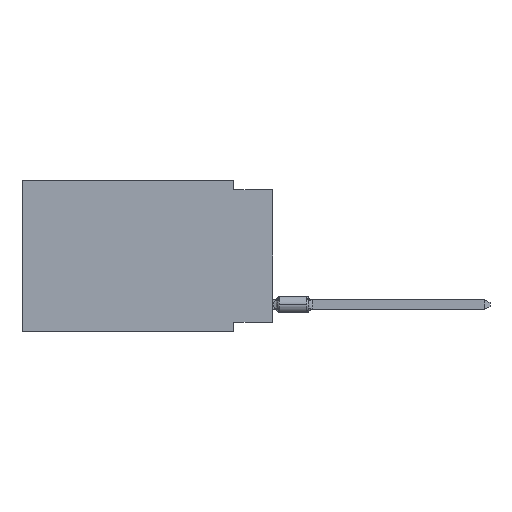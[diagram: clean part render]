
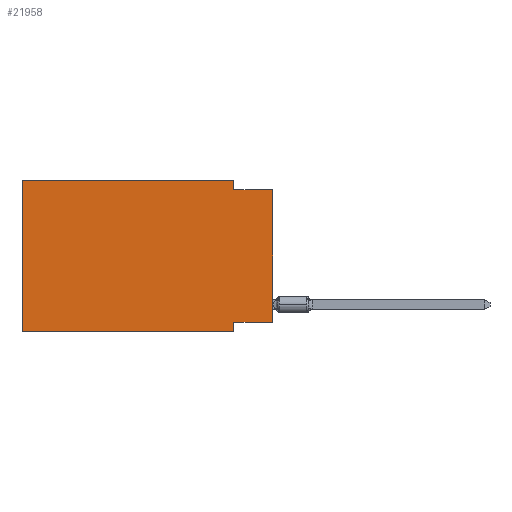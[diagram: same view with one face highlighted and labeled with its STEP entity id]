
A CAD part, left-side view. The second image highlights one B-rep face of the part: STEP entity #21958.
In plain terms, the highlighted planar face has unit normal (-1, 0, 0).
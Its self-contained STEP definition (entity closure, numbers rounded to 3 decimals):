
#139 = DIRECTION ( 'NONE',  ( 0., 0., 1. ) ) ;
#184 = EDGE_CURVE ( 'NONE', #2496, #8892, #16655, .T. ) ;
#844 = EDGE_CURVE ( 'NONE', #4846, #18992, #20569, .T. ) ;
#1314 = CARTESIAN_POINT ( 'NONE',  ( 0., 2.54, -9.906 ) ) ;
#1767 = CARTESIAN_POINT ( 'NONE',  ( 0., 16.383, 0. ) ) ;
#1846 = VECTOR ( 'NONE', #21011, 1000. ) ;
#2026 = ORIENTED_EDGE ( 'NONE', *, *, #6011, .T. ) ;
#2496 = VERTEX_POINT ( 'NONE', #9063 ) ;
#2919 = DIRECTION ( 'NONE',  ( 0., -1., 0. ) ) ;
#3143 = CARTESIAN_POINT ( 'NONE',  ( 0., 0., -9.271 ) ) ;
#3211 = CARTESIAN_POINT ( 'NONE',  ( 0., 2.54, -9.271 ) ) ;
#3938 = CARTESIAN_POINT ( 'NONE',  ( 0., 16.383, 0. ) ) ;
#4535 = VERTEX_POINT ( 'NONE', #3211 ) ;
#4610 = VECTOR ( 'NONE', #139, 1000. ) ;
#4846 = VERTEX_POINT ( 'NONE', #21751 ) ;
#5412 = VERTEX_POINT ( 'NONE', #3143 ) ;
#5843 = CARTESIAN_POINT ( 'NONE',  ( 0., 2.54, 0. ) ) ;
#5868 = CARTESIAN_POINT ( 'NONE',  ( 0., 2.54, -9.906 ) ) ;
#5933 = CARTESIAN_POINT ( 'NONE',  ( 0., 0., -0.635 ) ) ;
#6011 = EDGE_CURVE ( 'NONE', #4846, #9384, #12423, .T. ) ;
#6498 = ORIENTED_EDGE ( 'NONE', *, *, #16609, .T. ) ;
#6528 = DIRECTION ( 'NONE',  ( 0., 0., -1. ) ) ;
#6769 = ORIENTED_EDGE ( 'NONE', *, *, #14951, .F. ) ;
#7363 = VERTEX_POINT ( 'NONE', #5843 ) ;
#7596 = CARTESIAN_POINT ( 'NONE',  ( 0., 16.383, 0. ) ) ;
#8036 = CARTESIAN_POINT ( 'NONE',  ( 0., 16.383, -9.906 ) ) ;
#8220 = LINE ( 'NONE', #21183, #14471 ) ;
#8277 = CARTESIAN_POINT ( 'NONE',  ( 0., 0., 0. ) ) ;
#8325 = ORIENTED_EDGE ( 'NONE', *, *, #844, .F. ) ;
#8769 = VECTOR ( 'NONE', #21074, 1000. ) ;
#8892 = VERTEX_POINT ( 'NONE', #14822 ) ;
#9063 = CARTESIAN_POINT ( 'NONE',  ( 0., 2.54, -0.635 ) ) ;
#9384 = VERTEX_POINT ( 'NONE', #1314 ) ;
#9523 = AXIS2_PLACEMENT_3D ( 'NONE', #1767, #12037, #19078 ) ;
#10392 = LINE ( 'NONE', #3938, #15389 ) ;
#11317 = EDGE_CURVE ( 'NONE', #4535, #9384, #16741, .T. ) ;
#12037 = DIRECTION ( 'NONE',  ( 1., 0., 0. ) ) ;
#12423 = LINE ( 'NONE', #8036, #1846 ) ;
#12513 = DIRECTION ( 'NONE',  ( 0., -1., 0. ) ) ;
#12924 = LINE ( 'NONE', #8277, #4610 ) ;
#12994 = DIRECTION ( 'NONE',  ( 0., 1., 0. ) ) ;
#14471 = VECTOR ( 'NONE', #6528, 1000. ) ;
#14822 = CARTESIAN_POINT ( 'NONE',  ( 0., 0., -0.635 ) ) ;
#14951 = EDGE_CURVE ( 'NONE', #7363, #2496, #8220, .T. ) ;
#15389 = VECTOR ( 'NONE', #12513, 1000. ) ;
#16479 = ORIENTED_EDGE ( 'NONE', *, *, #11317, .F. ) ;
#16590 = ORIENTED_EDGE ( 'NONE', *, *, #20489, .F. ) ;
#16609 = EDGE_CURVE ( 'NONE', #5412, #8892, #12924, .T. ) ;
#16655 = LINE ( 'NONE', #5933, #17536 ) ;
#16741 = LINE ( 'NONE', #5868, #8769 ) ;
#17138 = ORIENTED_EDGE ( 'NONE', *, *, #21804, .F. ) ;
#17536 = VECTOR ( 'NONE', #2919, 1000. ) ;
#18992 = VERTEX_POINT ( 'NONE', #27094 ) ;
#19078 = DIRECTION ( 'NONE',  ( 0., 0., -1. ) ) ;
#20489 = EDGE_CURVE ( 'NONE', #5412, #4535, #25983, .T. ) ;
#20569 = LINE ( 'NONE', #7596, #27464 ) ;
#20703 = VECTOR ( 'NONE', #12994, 1000. ) ;
#21011 = DIRECTION ( 'NONE',  ( 0., -1., 0. ) ) ;
#21074 = DIRECTION ( 'NONE',  ( 0., 0., -1. ) ) ;
#21183 = CARTESIAN_POINT ( 'NONE',  ( 0., 2.54, 0. ) ) ;
#21751 = CARTESIAN_POINT ( 'NONE',  ( 0., 16.383, -9.906 ) ) ;
#21804 = EDGE_CURVE ( 'NONE', #18992, #7363, #10392, .T. ) ;
#21958 = ADVANCED_FACE ( 'NONE', ( #26859 ), #24889, .F. ) ;
#22246 = ORIENTED_EDGE ( 'NONE', *, *, #184, .F. ) ;
#23415 = EDGE_LOOP ( 'NONE', ( #6498, #22246, #6769, #17138, #8325, #2026, #16479, #16590 ) ) ;
#24889 = PLANE ( 'NONE',  #9523 ) ;
#25983 = LINE ( 'NONE', #26268, #20703 ) ;
#26268 = CARTESIAN_POINT ( 'NONE',  ( 0., 0., -9.271 ) ) ;
#26859 = FACE_OUTER_BOUND ( 'NONE', #23415, .T. ) ;
#27088 = DIRECTION ( 'NONE',  ( 0., 0., 1. ) ) ;
#27094 = CARTESIAN_POINT ( 'NONE',  ( 0., 16.383, 0. ) ) ;
#27464 = VECTOR ( 'NONE', #27088, 1000. ) ;
